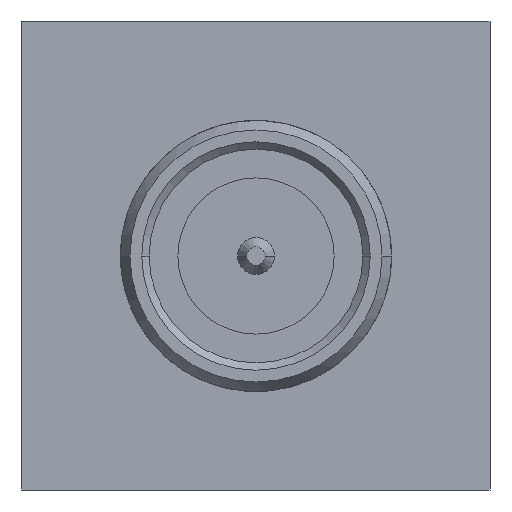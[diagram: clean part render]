
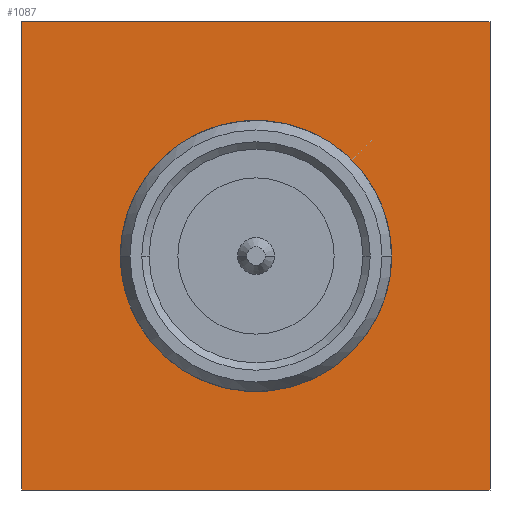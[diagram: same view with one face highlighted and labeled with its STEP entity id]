
A CAD part, left-side view. The second image highlights one B-rep face of the part: STEP entity #1087.
In plain terms, the highlighted planar face has unit normal (-1, 0, 0).
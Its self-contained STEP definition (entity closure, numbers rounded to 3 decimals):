
#211=CARTESIAN_POINT('',(6.12,0.,0.));
#212=DIRECTION('',(-1.,0.,0.));
#213=DIRECTION('',(0.,-0.707,-0.707));
#214=AXIS2_PLACEMENT_3D('',#211,#212,#213);
#216=CARTESIAN_POINT('',(6.12,0.,0.));
#217=DIRECTION('',(1.,0.,0.));
#218=DIRECTION('',(0.,-0.707,-0.707));
#219=AXIS2_PLACEMENT_3D('',#216,#217,#218);
#229=DIRECTION('',(0.,0.,1.));
#230=VECTOR('',#229,6.35);
#231=CARTESIAN_POINT('',(6.12,3.175,-3.175));
#232=LINE('',#231,#230);
#311=DIRECTION('',(0.,1.,0.));
#312=VECTOR('',#311,6.35);
#313=CARTESIAN_POINT('',(6.12,-3.175,-3.175));
#314=LINE('',#313,#312);
#331=DIRECTION('',(0.,0.,-1.));
#332=VECTOR('',#331,6.35);
#333=CARTESIAN_POINT('',(6.12,-3.175,3.175));
#334=LINE('',#333,#332);
#371=DIRECTION('',(0.,-1.,0.));
#372=VECTOR('',#371,6.35);
#373=CARTESIAN_POINT('',(6.12,3.175,3.175));
#374=LINE('',#373,#372);
#597=CARTESIAN_POINT('',(6.12,-1.301,-1.301));
#598=CARTESIAN_POINT('',(6.12,1.301,1.301));
#599=VERTEX_POINT('',#597);
#600=VERTEX_POINT('',#598);
#601=CARTESIAN_POINT('',(6.12,3.175,-3.175));
#602=CARTESIAN_POINT('',(6.12,3.175,3.175));
#603=VERTEX_POINT('',#601);
#604=VERTEX_POINT('',#602);
#605=CARTESIAN_POINT('',(6.12,-3.175,3.175));
#606=VERTEX_POINT('',#605);
#607=CARTESIAN_POINT('',(6.12,-3.175,-3.175));
#608=VERTEX_POINT('',#607);
#1068=CARTESIAN_POINT('',(6.12,0.,0.));
#1069=DIRECTION('',(-1.,0.,0.));
#1070=DIRECTION('',(0.,-0.707,-0.707));
#1071=AXIS2_PLACEMENT_3D('',#1068,#1069,#1070);
#1072=PLANE('',#1071);
#1074=ORIENTED_EDGE('',*,*,#1073,.T.);
#1076=ORIENTED_EDGE('',*,*,#1075,.T.);
#1078=ORIENTED_EDGE('',*,*,#1077,.T.);
#1080=ORIENTED_EDGE('',*,*,#1079,.T.);
#1081=EDGE_LOOP('',(#1074,#1076,#1078,#1080));
#1082=FACE_OUTER_BOUND('',#1081,.F.);
#1083=ORIENTED_EDGE('',*,*,#1048,.T.);
#1084=ORIENTED_EDGE('',*,*,#1062,.F.);
#1085=EDGE_LOOP('',(#1083,#1084));
#1086=FACE_BOUND('',#1085,.F.);
#1087=ADVANCED_FACE('',(#1082,#1086),#1072,.T.);
#215=CIRCLE('',#214,1.84);
#220=CIRCLE('',#219,1.84);
#1048=EDGE_CURVE('',#599,#600,#215,.T.);
#1062=EDGE_CURVE('',#599,#600,#220,.T.);
#1073=EDGE_CURVE('',#603,#604,#232,.T.);
#1075=EDGE_CURVE('',#604,#606,#374,.T.);
#1077=EDGE_CURVE('',#606,#608,#334,.T.);
#1079=EDGE_CURVE('',#608,#603,#314,.T.);
